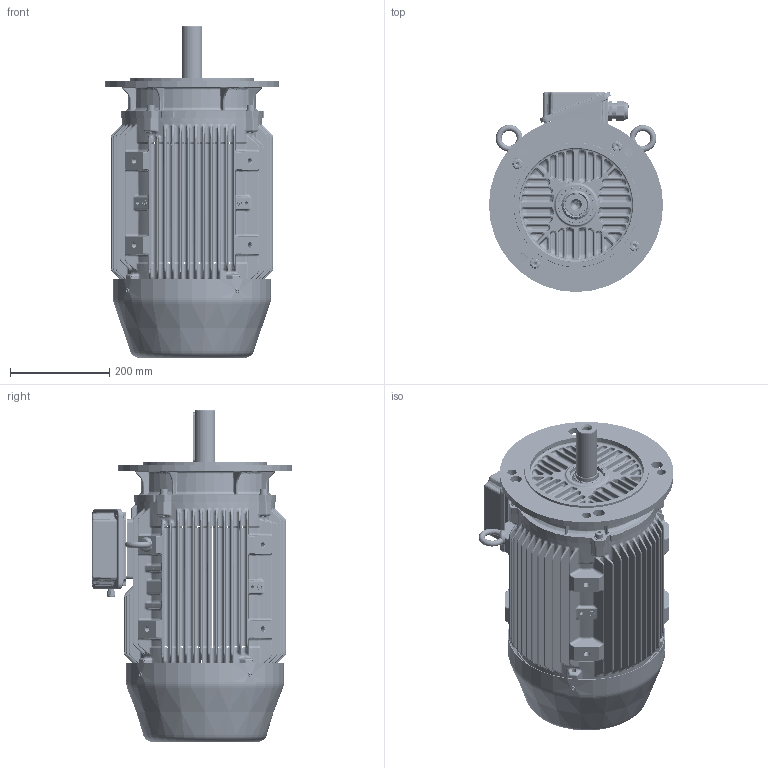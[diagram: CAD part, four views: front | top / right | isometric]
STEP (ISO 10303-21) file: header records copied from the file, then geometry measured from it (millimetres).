
FILE_DESCRIPTION(/* description */ (''),/* implementation_level */ '2;1');
FILE_NAME(/* name */ '6521660xx-DIS GORUNUS QHG 160L B5-KI.stp',/* time_stamp */ '2020-12-04T13:30:36+03:00',/* author */ (''),/* organization */ (''),/* preprocessor_version */ 'ST-DEVELOPER v16',/* originating_system */ 'SIEMENS PLM Software NX 11.0',/* authorisation */ '');
FILE_SCHEMA (('AUTOMOTIVE_DESIGN { 1 0 10303 214 3 1 1 1 }'));
Products named in the file (1): C9017F38B806swhj
Bounding box: 350 x 402.41 x 667.5 mm (x, y, z)
Surface area: 1689168.5 mm2 (no closed solid volume)
Topology: 0 solids, 81 shells, 5492 faces, 15392 edges, 9604 vertices
Faces by surface type: bspline 2125, cylinder 1531, plane 1050, torus 396, cone 317, sphere 73
Full cylindrical faces by diameter (mm): 2.5 x1, 4.2 x7, 5.3 x4, 5.5 x6, 6.8 x2, 8.5 x8, 10 x5, 10.3 x6, 13.2 x1, 14 x1, 15 x1, 16 x8, 17 x1, 18.5 x4, 19 x2, 20 x4, 21 x2, 23 x4, 24.2 x1, 30 x2, 31.25 x2, 34.5 x2, 36 x2, 40 x1, 41.4 x1, 42 x1, 45 x1, 68.667 x1, 250 x1, 314 x1
Entity records: 216584 total; most frequent: CARTESIAN_POINT 92930, ORIENTED_EDGE 26244, DIRECTION 22718, EDGE_CURVE 15028, VERTEX_POINT 9555, AXIS2_PLACEMENT_3D 9233, EDGE_LOOP 5986, ADVANCED_FACE 5492
